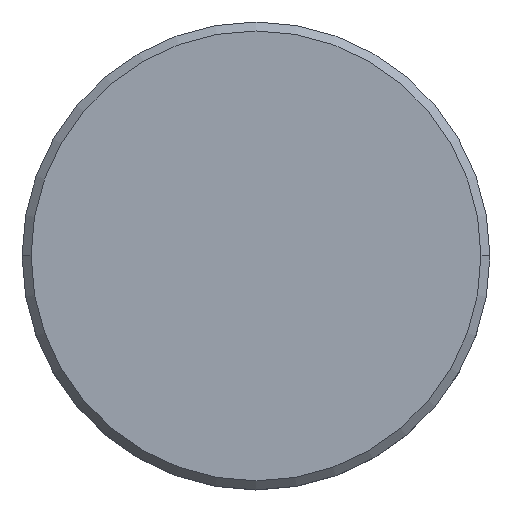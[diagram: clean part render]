
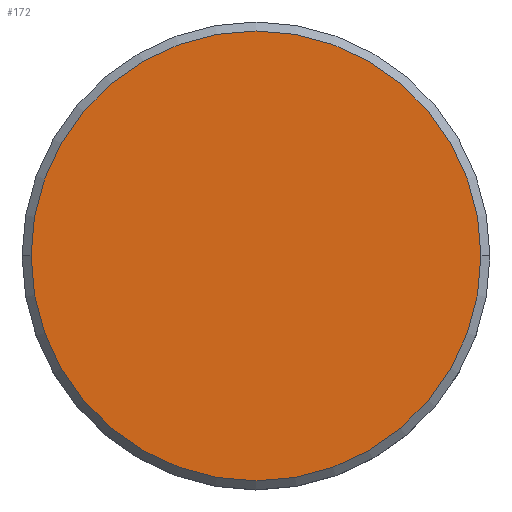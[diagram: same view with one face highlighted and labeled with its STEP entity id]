
A CAD part, top view. The second image highlights one B-rep face of the part: STEP entity #172.
In plain terms, the highlighted planar face has unit normal (0, 0, 1).
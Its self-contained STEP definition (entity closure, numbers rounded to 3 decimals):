
#27 = CIRCLE ( 'NONE', #463, 12.5 ) ;
#67 = ORIENTED_EDGE ( 'NONE', *, *, #731, .T. ) ;
#172 = ADVANCED_FACE ( 'NONE', ( #665 ), #1027, .T. ) ;
#218 = CARTESIAN_POINT ( 'NONE',  ( 12.5, 0., 0. ) ) ;
#259 = CARTESIAN_POINT ( 'NONE',  ( -12.5, 0., 0. ) ) ;
#272 = DIRECTION ( 'NONE',  ( 1., 0., 0. ) ) ;
#317 = CARTESIAN_POINT ( 'NONE',  ( 0., 0., 0. ) ) ;
#329 = DIRECTION ( 'NONE',  ( 0., 0., 1. ) ) ;
#350 = CIRCLE ( 'NONE', #1022, 12.5 ) ;
#376 = CARTESIAN_POINT ( 'NONE',  ( 0., 0., 0. ) ) ;
#463 = AXIS2_PLACEMENT_3D ( 'NONE', #881, #329, #272 ) ;
#485 = DIRECTION ( 'NONE',  ( 0., 0., 1. ) ) ;
#636 = AXIS2_PLACEMENT_3D ( 'NONE', #376, #485, #836 ) ;
#660 = EDGE_CURVE ( 'NONE', #919, #816, #350, .T. ) ;
#665 = FACE_OUTER_BOUND ( 'NONE', #690, .T. ) ;
#690 = EDGE_LOOP ( 'NONE', ( #67, #1071 ) ) ;
#719 = DIRECTION ( 'NONE',  ( 1., 0., 0. ) ) ;
#731 = EDGE_CURVE ( 'NONE', #816, #919, #27, .T. ) ;
#816 = VERTEX_POINT ( 'NONE', #259 ) ;
#836 = DIRECTION ( 'NONE',  ( 1., 0., 0. ) ) ;
#881 = CARTESIAN_POINT ( 'NONE',  ( 0., 0., 0. ) ) ;
#919 = VERTEX_POINT ( 'NONE', #218 ) ;
#969 = DIRECTION ( 'NONE',  ( 0., 0., 1. ) ) ;
#1022 = AXIS2_PLACEMENT_3D ( 'NONE', #317, #969, #719 ) ;
#1027 = PLANE ( 'NONE',  #636 ) ;
#1071 = ORIENTED_EDGE ( 'NONE', *, *, #660, .T. ) ;
